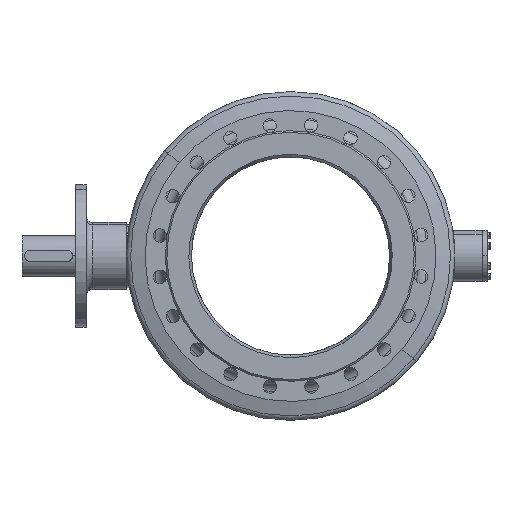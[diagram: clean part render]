
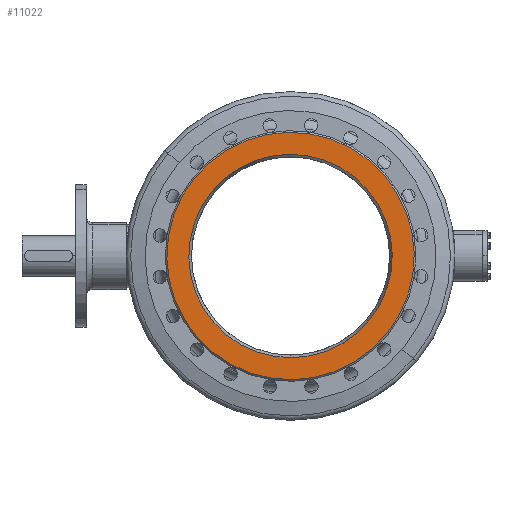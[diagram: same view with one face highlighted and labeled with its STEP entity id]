
A CAD part, left-side view. The second image highlights one B-rep face of the part: STEP entity #11022.
In plain terms, the highlighted face is planar.
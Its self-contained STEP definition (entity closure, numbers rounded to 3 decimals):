
#17 = ORIENTED_EDGE ( 'NONE', *, *, #8111, .F. ) ;
#291 = CARTESIAN_POINT ( 'NONE',  ( 0., 0., 46. ) ) ;
#337 = PLANE ( 'NONE',  #2129 ) ;
#366 = EDGE_CURVE ( 'NONE', #11068, #2302, #11283, .T. ) ;
#1127 = EDGE_CURVE ( 'NONE', #7896, #5832, #11738, .T. ) ;
#1192 = AXIS2_PLACEMENT_3D ( 'NONE', #291, #2411, #7176 ) ;
#1758 = DIRECTION ( 'NONE',  ( 1., 0., 0. ) ) ;
#2129 = AXIS2_PLACEMENT_3D ( 'NONE', #4268, #12147, #9216 ) ;
#2147 = EDGE_LOOP ( 'NONE', ( #3855, #17 ) ) ;
#2302 = VERTEX_POINT ( 'NONE', #2633 ) ;
#2411 = DIRECTION ( 'NONE',  ( 0., 0., 1. ) ) ;
#2633 = CARTESIAN_POINT ( 'NONE',  ( 304., 0., 46. ) ) ;
#3013 = CARTESIAN_POINT ( 'NONE',  ( -250., 0., 46. ) ) ;
#3039 = DIRECTION ( 'NONE',  ( 0., 0., 1. ) ) ;
#3101 = AXIS2_PLACEMENT_3D ( 'NONE', #7741, #7673, #1758 ) ;
#3855 = ORIENTED_EDGE ( 'NONE', *, *, #1127, .F. ) ;
#3986 = DIRECTION ( 'NONE',  ( 1., 0., 0. ) ) ;
#4268 = CARTESIAN_POINT ( 'NONE',  ( 0., 0., 46. ) ) ;
#4596 = AXIS2_PLACEMENT_3D ( 'NONE', #6149, #12113, #10275 ) ;
#4962 = EDGE_LOOP ( 'NONE', ( #10543, #7334 ) ) ;
#5210 = FACE_OUTER_BOUND ( 'NONE', #4962, .T. ) ;
#5832 = VERTEX_POINT ( 'NONE', #3013 ) ;
#6149 = CARTESIAN_POINT ( 'NONE',  ( 0., 0., 46. ) ) ;
#7176 = DIRECTION ( 'NONE',  ( 1., 0., 0. ) ) ;
#7334 = ORIENTED_EDGE ( 'NONE', *, *, #10150, .T. ) ;
#7673 = DIRECTION ( 'NONE',  ( 0., 0., 1. ) ) ;
#7741 = CARTESIAN_POINT ( 'NONE',  ( 0., 0., 46. ) ) ;
#7780 = CARTESIAN_POINT ( 'NONE',  ( 0., 0., 46. ) ) ;
#7896 = VERTEX_POINT ( 'NONE', #12148 ) ;
#8111 = EDGE_CURVE ( 'NONE', #5832, #7896, #11922, .T. ) ;
#9158 = FACE_BOUND ( 'NONE', #2147, .T. ) ;
#9216 = DIRECTION ( 'NONE',  ( 1., 0., 0. ) ) ;
#9630 = AXIS2_PLACEMENT_3D ( 'NONE', #7780, #3039, #3986 ) ;
#10150 = EDGE_CURVE ( 'NONE', #2302, #11068, #12443, .T. ) ;
#10275 = DIRECTION ( 'NONE',  ( 1., 0., 0. ) ) ;
#10543 = ORIENTED_EDGE ( 'NONE', *, *, #366, .T. ) ;
#11022 = ADVANCED_FACE ( 'NONE', ( #5210, #9158 ), #337, .T. ) ;
#11068 = VERTEX_POINT ( 'NONE', #11413 ) ;
#11283 = CIRCLE ( 'NONE', #1192, 304. ) ;
#11413 = CARTESIAN_POINT ( 'NONE',  ( -304., 0., 46. ) ) ;
#11738 = CIRCLE ( 'NONE', #3101, 250. ) ;
#11922 = CIRCLE ( 'NONE', #9630, 250. ) ;
#12113 = DIRECTION ( 'NONE',  ( 0., 0., 1. ) ) ;
#12147 = DIRECTION ( 'NONE',  ( 0., 0., 1. ) ) ;
#12148 = CARTESIAN_POINT ( 'NONE',  ( 250., 0., 46. ) ) ;
#12443 = CIRCLE ( 'NONE', #4596, 304. ) ;
